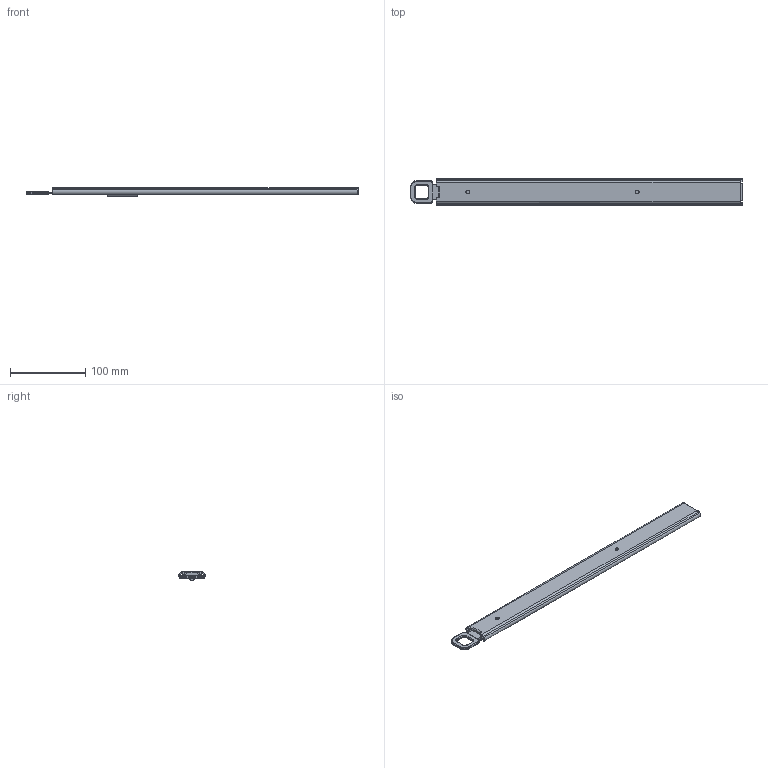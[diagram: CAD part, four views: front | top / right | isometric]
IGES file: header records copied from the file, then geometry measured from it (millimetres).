
Start section: SolidWorks IGES file using analytic representation for surfaces
Global section: file name: K-254-16.IGS; native system: SolidWorks 2007; preprocessor: SolidWorks 2007; author: nhaneda; date: 100802.145547; units: millimetre
Bounding box: 441.4 x 35.3 x 11.5 mm (x, y, z)
Surface area: 78569 mm2 (no closed solid volume)
Topology: 0 solids, 0 shells, 272 faces, 3364 edges, 3364 vertices
Faces by surface type: bspline 149, revolution 123
